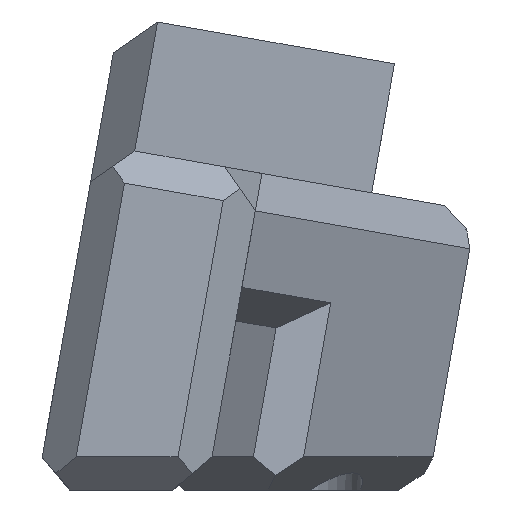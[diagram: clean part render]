
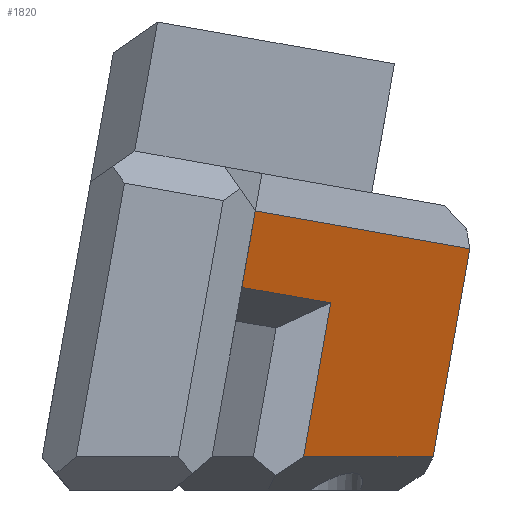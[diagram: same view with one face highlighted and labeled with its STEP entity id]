
A CAD part, left-side view. The second image highlights one B-rep face of the part: STEP entity #1820.
In plain terms, the highlighted planar face has unit normal (-0.507, -0.849, -0.15).
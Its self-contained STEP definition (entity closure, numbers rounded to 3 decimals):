
#112=CARTESIAN_POINT('',(30.392,5.157,31.133));
#113=VERTEX_POINT('',#112);
#114=CARTESIAN_POINT('',(30.392,3.946,37.997));
#115=VERTEX_POINT('',#114);
#116=CARTESIAN_POINT('',(30.392,5.157,31.133));
#117=DIRECTION('',(0.,-0.174,0.985));
#118=VECTOR('',#117,6.97);
#119=LINE('',#116,#118);
#120=EDGE_CURVE('',#113,#115,#119,.T.);
#1774=CARTESIAN_POINT('',(3.897,16.856,54.656));
#1775=DIRECTION('',(-0.508,-0.849,-0.15));
#1776=DIRECTION('',(0.862,-0.5,-0.088));
#1777=AXIS2_PLACEMENT_3D('',#1774,#1775,#1776);
#1778=PLANE('',#1777);
#1779=CARTESIAN_POINT('',(44.137,-2.821,29.754));
#1780=VERTEX_POINT('',#1779);
#1781=CARTESIAN_POINT('',(44.137,-0.383,15.928));
#1782=VERTEX_POINT('',#1781);
#1783=CARTESIAN_POINT('',(44.137,-2.821,29.754));
#1784=DIRECTION('',(0.,0.174,-0.985));
#1785=VECTOR('',#1784,14.04);
#1786=LINE('',#1783,#1785);
#1787=EDGE_CURVE('',#1780,#1782,#1786,.T.);
#1788=ORIENTED_EDGE('',*,*,#1787,.T.);
#1789=CARTESIAN_POINT('',(63.565,-12.004,15.928));
#1790=VERTEX_POINT('',#1789);
#1791=CARTESIAN_POINT('',(44.137,-0.383,15.928));
#1792=DIRECTION('',(0.858,-0.513,-0.));
#1793=VECTOR('',#1792,22.638);
#1794=LINE('',#1791,#1793);
#1795=EDGE_CURVE('',#1782,#1790,#1794,.T.);
#1796=ORIENTED_EDGE('',*,*,#1795,.T.);
#1797=CARTESIAN_POINT('',(63.565,-15.297,34.604));
#1798=VERTEX_POINT('',#1797);
#1799=CARTESIAN_POINT('',(63.565,-12.004,15.928));
#1800=DIRECTION('',(-0.,-0.174,0.985));
#1801=VECTOR('',#1800,18.964);
#1802=LINE('',#1799,#1801);
#1803=EDGE_CURVE('',#1790,#1798,#1802,.T.);
#1804=ORIENTED_EDGE('',*,*,#1803,.T.);
#1805=CARTESIAN_POINT('',(63.565,-15.297,34.604));
#1806=DIRECTION('',(-0.862,0.5,0.088));
#1807=VECTOR('',#1806,38.5);
#1808=LINE('',#1805,#1807);
#1809=EDGE_CURVE('',#1798,#115,#1808,.T.);
#1810=ORIENTED_EDGE('',*,*,#1809,.T.);
#1811=ORIENTED_EDGE('',*,*,#120,.F.);
#1812=CARTESIAN_POINT('',(30.392,5.157,31.133));
#1813=DIRECTION('',(0.862,-0.5,-0.086));
#1814=VECTOR('',#1813,15.952);
#1815=LINE('',#1812,#1814);
#1816=EDGE_CURVE('',#113,#1780,#1815,.T.);
#1817=ORIENTED_EDGE('',*,*,#1816,.T.);
#1818=EDGE_LOOP('',(#1788,#1796,#1804,#1810,#1811,#1817));
#1819=FACE_BOUND('',#1818,.T.);
#1820=ADVANCED_FACE('',(#1819),#1778,.T.);
